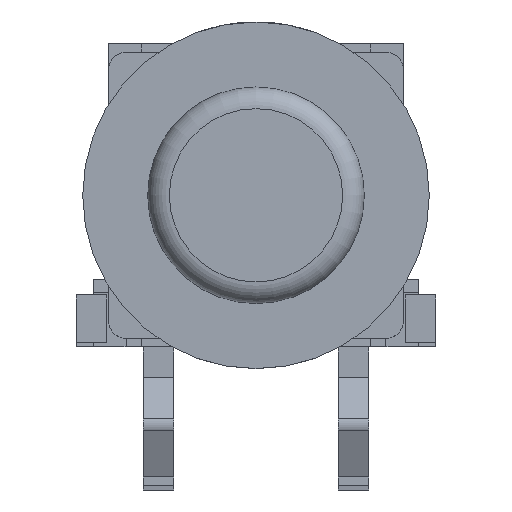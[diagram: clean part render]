
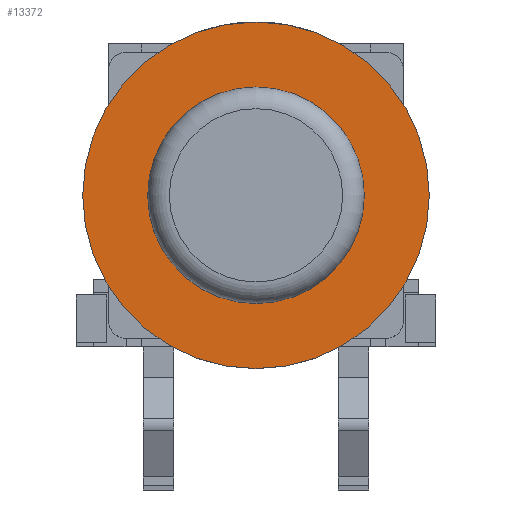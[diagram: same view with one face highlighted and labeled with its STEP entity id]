
A CAD part, front view. The second image highlights one B-rep face of the part: STEP entity #13372.
In plain terms, the highlighted planar face has unit normal (0, -1, 0).
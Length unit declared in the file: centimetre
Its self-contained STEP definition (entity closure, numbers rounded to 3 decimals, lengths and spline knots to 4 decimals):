
#121=FACE_BOUND('',#1937,.T.);
#559=CIRCLE('',#14383,0.25);
#560=CIRCLE('',#14386,0.4);
#1195=FACE_OUTER_BOUND('',#1936,.T.);
#1936=EDGE_LOOP('',(#11665));
#1937=EDGE_LOOP('',(#11666));
#6276=VERTEX_POINT('',#21577);
#6277=VERTEX_POINT('',#21582);
#8106=EDGE_CURVE('',#6276,#6276,#559,.T.);
#8107=EDGE_CURVE('',#6277,#6277,#560,.T.);
#11665=ORIENTED_EDGE('',*,*,#8107,.F.);
#11666=ORIENTED_EDGE('',*,*,#8106,.T.);
#12717=PLANE('',#14387);
#13372=ADVANCED_FACE('',(#1195,#121),#12717,.F.);
#14383=AXIS2_PLACEMENT_3D('',#21579,#17699,#17700);
#14386=AXIS2_PLACEMENT_3D('',#21583,#17705,#17706);
#14387=AXIS2_PLACEMENT_3D('',#21586,#17709,#17710);
#17699=DIRECTION('center_axis',(0.,1.,0.));
#17700=DIRECTION('ref_axis',(0.,0.,
-1.));
#17705=DIRECTION('center_axis',(0.,1.,0.));
#17706=DIRECTION('ref_axis',(0.,0.,
-1.));
#17709=DIRECTION('center_axis',(0.,1.,0.));
#17710=DIRECTION('ref_axis',(0.,0.,
-1.));
#21577=CARTESIAN_POINT('',(0.,-0.695,0.25));
#21579=CARTESIAN_POINT('Origin',(0.,-0.695,0.));
#21582=CARTESIAN_POINT('',(0.,-0.695,0.4));
#21583=CARTESIAN_POINT('Origin',(0.,-0.695,0.));
#21586=CARTESIAN_POINT('Origin',(0.,-0.695,0.));
